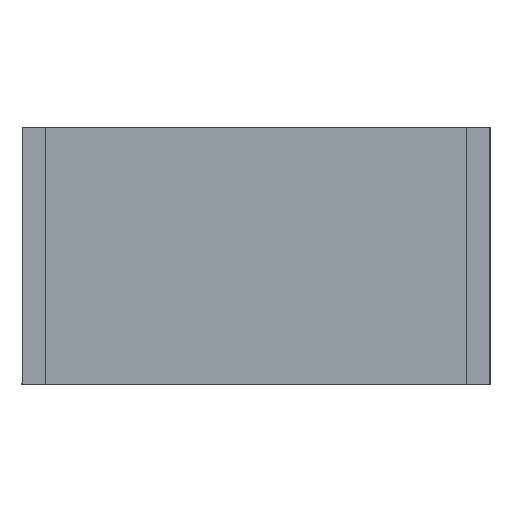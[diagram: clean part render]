
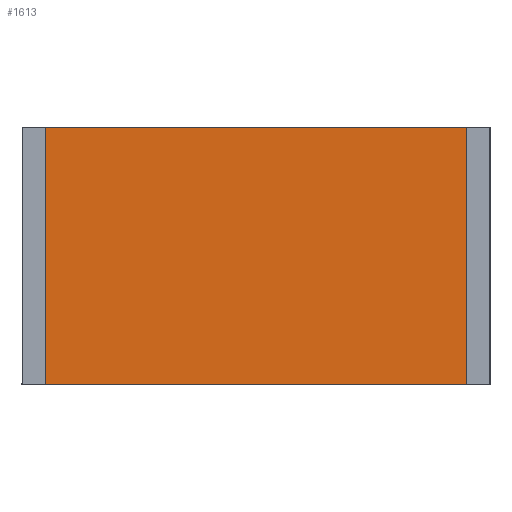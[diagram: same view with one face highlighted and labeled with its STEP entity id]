
A CAD part, left-side view. The second image highlights one B-rep face of the part: STEP entity #1613.
In plain terms, the highlighted planar face has unit normal (-1, 0, 0).
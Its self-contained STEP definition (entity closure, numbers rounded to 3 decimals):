
#5 = CARTESIAN_POINT ( 'NONE',  ( -90., -41.256, 30.311 ) ) ;
#17 = VERTEX_POINT ( 'NONE', #5 ) ;
#54 = DIRECTION ( 'NONE',  ( 0., 0., 1. ) ) ;
#92 = LINE ( 'NONE', #889, #469 ) ;
#128 = ORIENTED_EDGE ( 'NONE', *, *, #1472, .T. ) ;
#168 = DIRECTION ( 'NONE',  ( 0., 0., 1. ) ) ;
#190 = EDGE_CURVE ( 'NONE', #1416, #720, #92, .T. ) ;
#200 = CARTESIAN_POINT ( 'NONE',  ( -90., -41.256, 52.311 ) ) ;
#282 = CARTESIAN_POINT ( 'NONE',  ( -90., -5.256, 41.311 ) ) ;
#287 = CARTESIAN_POINT ( 'NONE',  ( -90., -41.256, 41.311 ) ) ;
#314 = CARTESIAN_POINT ( 'NONE',  ( -90., -41.256, 52.311 ) ) ;
#316 = LINE ( 'NONE', #882, #1133 ) ;
#363 = EDGE_CURVE ( 'NONE', #1318, #17, #316, .T. ) ;
#445 = PLANE ( 'NONE',  #1217 ) ;
#469 = VECTOR ( 'NONE', #876, 1000. ) ;
#472 = ORIENTED_EDGE ( 'NONE', *, *, #948, .F. ) ;
#540 = CARTESIAN_POINT ( 'NONE',  ( -90., -5.256, 52.311 ) ) ;
#546 = LINE ( 'NONE', #282, #845 ) ;
#639 = ORIENTED_EDGE ( 'NONE', *, *, #190, .F. ) ;
#692 = ORIENTED_EDGE ( 'NONE', *, *, #363, .T. ) ;
#720 = VERTEX_POINT ( 'NONE', #200 ) ;
#728 = CARTESIAN_POINT ( 'NONE',  ( -90., -5.256, 30.311 ) ) ;
#829 = EDGE_LOOP ( 'NONE', ( #639, #472, #692, #128 ) ) ;
#845 = VECTOR ( 'NONE', #54, 1000. ) ;
#876 = DIRECTION ( 'NONE',  ( 0., -1., 0. ) ) ;
#882 = CARTESIAN_POINT ( 'NONE',  ( -90., -23.256, 30.311 ) ) ;
#889 = CARTESIAN_POINT ( 'NONE',  ( -90., -23.256, 52.311 ) ) ;
#936 = DIRECTION ( 'NONE',  ( 0., 0., -1. ) ) ;
#948 = EDGE_CURVE ( 'NONE', #1318, #1416, #546, .T. ) ;
#1133 = VECTOR ( 'NONE', #1229, 1000. ) ;
#1149 = LINE ( 'NONE', #287, #1588 ) ;
#1173 = DIRECTION ( 'NONE',  ( 1., 0., 0. ) ) ;
#1217 = AXIS2_PLACEMENT_3D ( 'NONE', #314, #1173, #936 ) ;
#1229 = DIRECTION ( 'NONE',  ( 0., -1., 0. ) ) ;
#1318 = VERTEX_POINT ( 'NONE', #728 ) ;
#1416 = VERTEX_POINT ( 'NONE', #540 ) ;
#1458 = FACE_OUTER_BOUND ( 'NONE', #829, .T. ) ;
#1472 = EDGE_CURVE ( 'NONE', #17, #720, #1149, .T. ) ;
#1588 = VECTOR ( 'NONE', #168, 1000. ) ;
#1613 = ADVANCED_FACE ( 'NONE', ( #1458 ), #445, .F. ) ;
